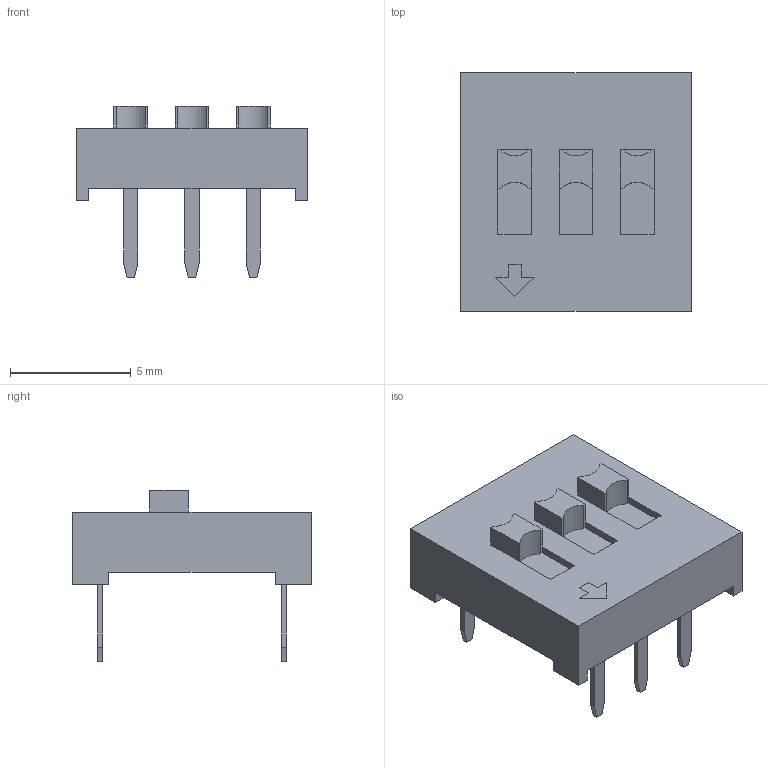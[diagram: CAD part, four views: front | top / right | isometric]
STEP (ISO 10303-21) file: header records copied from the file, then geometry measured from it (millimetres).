
FILE_DESCRIPTION(/* description */ ('model of SW_DIP_x3_W7.62mm_Slide_LowProfile'),/* implementation_level */ '2;1');
FILE_NAME(/* name */ 'SW_DIP_x3_W7.62mm_Slide_LowProfile.step',/* time_stamp */ '2017-11-03T14:49:29',/* author */ ('Terje Io','https://github.com/terjeio'),/* organization */ ('FreeCAD'),/* preprocessor_version */ 'OCC',/* originating_system */ 'kicad StepUp',/* authorisation */ '');
FILE_SCHEMA(('AUTOMOTIVE_DESIGN_CC2 { 1 2 10303 214 -1 1 5 4 }'));
Length unit declared in the file: millimetre
Products named in the file (1): SW_DIP_x3_W762mm_Slide_LowProfile
Bounding box: 9.57 x 9.9 x 7.1 mm (x, y, z)
Volume: 243.1 mm3; surface area: 354.2 mm2
Topology: 1 solids, 1 shells, 106 faces, 277 edges, 183 vertices
Faces by surface type: plane 100, cylinder 6
Entity records: 3949 total; most frequent: CARTESIAN_POINT 567, ORIENTED_EDGE 554, DIRECTION 503, EDGE_CURVE 277, LINE 265, VECTOR 265, VERTEX_POINT 183, AXIS2_PLACEMENT_3D 119
